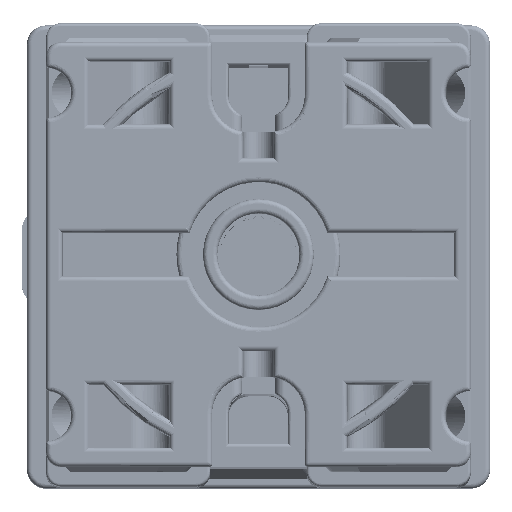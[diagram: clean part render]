
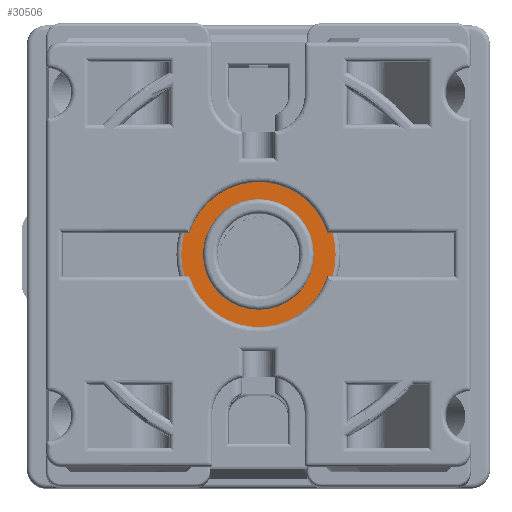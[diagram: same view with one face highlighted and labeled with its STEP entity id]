
A CAD part, top view. The second image highlights one B-rep face of the part: STEP entity #30506.
In plain terms, the highlighted planar face has unit normal (0, 0, 1).
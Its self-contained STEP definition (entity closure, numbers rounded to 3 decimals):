
#803 = CARTESIAN_POINT ( 'NONE',  ( 7.155, -2.25, 5.2 ) ) ;
#807 = CARTESIAN_POINT ( 'NONE',  ( 7.677, -2.25, 5.2 ) ) ;
#7163 = CIRCLE ( 'NONE', #8139, 5.75 ) ;
#7566 = CIRCLE ( 'NONE', #8203, 7.5 ) ;
#7571 = CIRCLE ( 'NONE', #8205, 5.75 ) ;
#7573 = CIRCLE ( 'NONE', #8206, 8. ) ;
#7574 = LINE ( 'NONE', #9350, #7576 ) ;
#7575 = CIRCLE ( 'NONE', #8207, 7.5 ) ;
#7576 = VECTOR ( 'NONE', #9351, 1000. ) ;
#7577 = LINE ( 'NONE', #9355, #7579 ) ;
#7578 = CIRCLE ( 'NONE', #8208, 8. ) ;
#7579 = VECTOR ( 'NONE', #9356, 1000. ) ;
#7580 = LINE ( 'NONE', #9360, #7582 ) ;
#7581 = LINE ( 'NONE', #9370, #7584 ) ;
#7582 = VECTOR ( 'NONE', #9361, 1000. ) ;
#7584 = VECTOR ( 'NONE', #9371, 1000. ) ;
#8139 = AXIS2_PLACEMENT_3D ( 'NONE', #8765, #8766, #8767 ) ;
#8203 = AXIS2_PLACEMENT_3D ( 'NONE', #9343, #9344, #9345 ) ;
#8205 = AXIS2_PLACEMENT_3D ( 'NONE', #9352, #9353, #9354 ) ;
#8206 = AXIS2_PLACEMENT_3D ( 'NONE', #9357, #9358, #9359 ) ;
#8207 = AXIS2_PLACEMENT_3D ( 'NONE', #9362, #9363, #9364 ) ;
#8208 = AXIS2_PLACEMENT_3D ( 'NONE', #9367, #9368, #9369 ) ;
#8765 = CARTESIAN_POINT ( 'NONE',  ( 0., 0., 5.2 ) ) ;
#8766 = DIRECTION ( 'NONE',  ( 0., 0., 1. ) ) ;
#8767 = DIRECTION ( 'NONE',  ( 1., 0., 0. ) ) ;
#9343 = CARTESIAN_POINT ( 'NONE',  ( 0., 0., 5.2 ) ) ;
#9344 = DIRECTION ( 'NONE',  ( 0., 0., 1. ) ) ;
#9345 = DIRECTION ( 'NONE',  ( 1., 0., 0. ) ) ;
#9350 = CARTESIAN_POINT ( 'NONE',  ( -12.099, -2.25, 5.2 ) ) ;
#9351 = DIRECTION ( 'NONE',  ( -1., 0., 0. ) ) ;
#9352 = CARTESIAN_POINT ( 'NONE',  ( 0., 0., 5.2 ) ) ;
#9353 = DIRECTION ( 'NONE',  ( 0., 0., 1. ) ) ;
#9354 = DIRECTION ( 'NONE',  ( 1., 0., 0. ) ) ;
#9355 = CARTESIAN_POINT ( 'NONE',  ( 12.099, -2.25, 5.2 ) ) ;
#9356 = DIRECTION ( 'NONE',  ( 1., 0., 0. ) ) ;
#9357 = CARTESIAN_POINT ( 'NONE',  ( 0., 0., 5.2 ) ) ;
#9358 = DIRECTION ( 'NONE',  ( 0., 0., 1. ) ) ;
#9359 = DIRECTION ( 'NONE',  ( 1., 0., 0. ) ) ;
#9360 = CARTESIAN_POINT ( 'NONE',  ( 12.099, 2.25, 5.2 ) ) ;
#9361 = DIRECTION ( 'NONE',  ( 1., 0., 0. ) ) ;
#9362 = CARTESIAN_POINT ( 'NONE',  ( 0., 0., 5.2 ) ) ;
#9363 = DIRECTION ( 'NONE',  ( 0., 0., -1. ) ) ;
#9364 = DIRECTION ( 'NONE',  ( 1., 0., 0. ) ) ;
#9367 = CARTESIAN_POINT ( 'NONE',  ( 0., 0., 5.2 ) ) ;
#9368 = DIRECTION ( 'NONE',  ( 0., 0., -1. ) ) ;
#9369 = DIRECTION ( 'NONE',  ( -1., 0., 0. ) ) ;
#9370 = CARTESIAN_POINT ( 'NONE',  ( -12.099, 2.25, 5.2 ) ) ;
#9371 = DIRECTION ( 'NONE',  ( -1., 0., 0. ) ) ;
#11813 = VERTEX_POINT ( 'NONE', #25711 ) ;
#24008 = CARTESIAN_POINT ( 'NONE',  ( 5.75, 0., 5.2 ) ) ;
#24011 = CARTESIAN_POINT ( 'NONE',  ( -5.75, 0., 5.2 ) ) ;
#24209 = CARTESIAN_POINT ( 'NONE',  ( 7.155, 2.25, 5.2 ) ) ;
#24223 = CARTESIAN_POINT ( 'NONE',  ( -7.677, 2.25, 5.2 ) ) ;
#24225 = CARTESIAN_POINT ( 'NONE',  ( 7.677, 2.25, 5.2 ) ) ;
#24227 = CARTESIAN_POINT ( 'NONE',  ( -7.155, 2.25, 5.2 ) ) ;
#24228 = CARTESIAN_POINT ( 'NONE',  ( -7.677, -2.25, 5.2 ) ) ;
#25711 = CARTESIAN_POINT ( 'NONE',  ( -7.155, -2.25, 5.2 ) ) ;
#26706 = EDGE_LOOP ( 'NONE', ( #53306, #53308, #53309, #53310, #53312, #53314, #53315, #53318 ) ) ;
#26712 = EDGE_LOOP ( 'NONE', ( #53302, #53304 ) ) ;
#30506 = ADVANCED_FACE ( 'NONE', ( #39590, #39593 ), #42538, .T. ) ;
#38040 = VERTEX_POINT ( 'NONE', #803 ) ;
#38043 = VERTEX_POINT ( 'NONE', #807 ) ;
#39590 = FACE_BOUND ( 'NONE', #26712, .T. ) ;
#39593 = FACE_OUTER_BOUND ( 'NONE', #26706, .T. ) ;
#41160 = AXIS2_PLACEMENT_3D ( 'NONE', #42530, #42540, #42541 ) ;
#42530 = CARTESIAN_POINT ( 'NONE',  ( 0., 0., 5.2 ) ) ;
#42538 = PLANE ( 'NONE',  #41160 ) ;
#42540 = DIRECTION ( 'NONE',  ( 0., 0., 1. ) ) ;
#42541 = DIRECTION ( 'NONE',  ( 1., 0., 0. ) ) ;
#49385 = EDGE_CURVE ( 'NONE', #51648, #51651, #7163, .T. ) ;
#49897 = EDGE_CURVE ( 'NONE', #51906, #51938, #7566, .T. ) ;
#49905 = EDGE_CURVE ( 'NONE', #51651, #51648, #7571, .T. ) ;
#49907 = EDGE_CURVE ( 'NONE', #51930, #51940, #7573, .T. ) ;
#49909 = EDGE_CURVE ( 'NONE', #11813, #51940, #7574, .T. ) ;
#49912 = EDGE_CURVE ( 'NONE', #38040, #11813, #7575, .T. ) ;
#49914 = EDGE_CURVE ( 'NONE', #38040, #38043, #7577, .T. ) ;
#49916 = EDGE_CURVE ( 'NONE', #51934, #38043, #7578, .T. ) ;
#49918 = EDGE_CURVE ( 'NONE', #51906, #51934, #7580, .T. ) ;
#49920 = EDGE_CURVE ( 'NONE', #51938, #51930, #7581, .T. ) ;
#51648 = VERTEX_POINT ( 'NONE', #24008 ) ;
#51651 = VERTEX_POINT ( 'NONE', #24011 ) ;
#51906 = VERTEX_POINT ( 'NONE', #24209 ) ;
#51930 = VERTEX_POINT ( 'NONE', #24223 ) ;
#51934 = VERTEX_POINT ( 'NONE', #24225 ) ;
#51938 = VERTEX_POINT ( 'NONE', #24227 ) ;
#51940 = VERTEX_POINT ( 'NONE', #24228 ) ;
#53302 = ORIENTED_EDGE ( 'NONE', *, *, #49385, .F. ) ;
#53304 = ORIENTED_EDGE ( 'NONE', *, *, #49905, .F. ) ;
#53306 = ORIENTED_EDGE ( 'NONE', *, *, #49907, .T. ) ;
#53308 = ORIENTED_EDGE ( 'NONE', *, *, #49909, .F. ) ;
#53309 = ORIENTED_EDGE ( 'NONE', *, *, #49912, .F. ) ;
#53310 = ORIENTED_EDGE ( 'NONE', *, *, #49914, .T. ) ;
#53312 = ORIENTED_EDGE ( 'NONE', *, *, #49916, .F. ) ;
#53314 = ORIENTED_EDGE ( 'NONE', *, *, #49918, .F. ) ;
#53315 = ORIENTED_EDGE ( 'NONE', *, *, #49897, .T. ) ;
#53318 = ORIENTED_EDGE ( 'NONE', *, *, #49920, .T. ) ;
